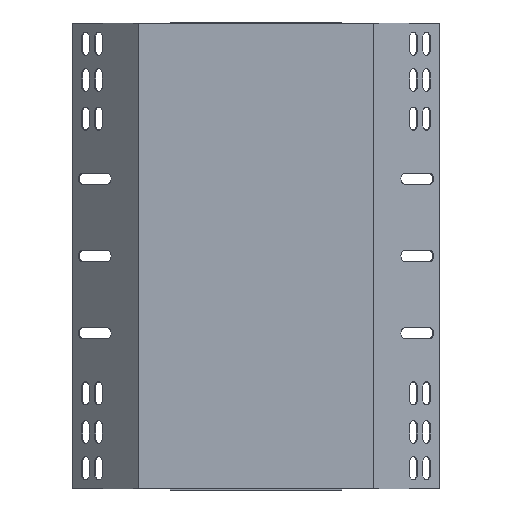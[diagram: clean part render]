
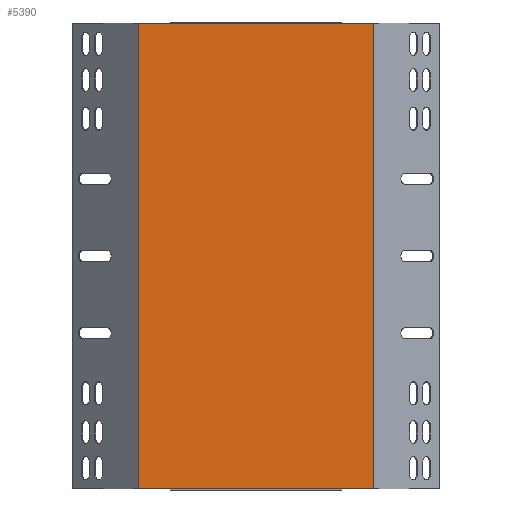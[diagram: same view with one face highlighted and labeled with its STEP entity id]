
A CAD part, front view. The second image highlights one B-rep face of the part: STEP entity #5390.
In plain terms, the highlighted planar face has unit normal (0, -1, 0).
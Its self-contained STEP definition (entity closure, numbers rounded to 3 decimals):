
#160 = VERTEX_POINT ( 'NONE', #3992 ) ;
#215 = ORIENTED_EDGE ( 'NONE', *, *, #3753, .T. ) ;
#222 = ORIENTED_EDGE ( 'NONE', *, *, #3376, .T. ) ;
#227 = ORIENTED_EDGE ( 'NONE', *, *, #2976, .F. ) ;
#234 = ORIENTED_EDGE ( 'NONE', *, *, #4293, .F. ) ;
#1154 = DIRECTION ( 'NONE',  ( 0., 0., 1. ) ) ;
#1188 = CARTESIAN_POINT ( 'NONE',  ( -98.499, -23.927, -175.612 ) ) ;
#1361 = DIRECTION ( 'NONE',  ( 1., 0., 0. ) ) ;
#1379 = CARTESIAN_POINT ( 'NONE',  ( -99.403, -23.927, -175.8 ) ) ;
#1520 = VECTOR ( 'NONE', #1154, 1000. ) ;
#1522 = LINE ( 'NONE', #1188, #1520 ) ;
#1574 = CARTESIAN_POINT ( 'NONE',  ( 54.263, -23.927, 125.8 ) ) ;
#1666 = DIRECTION ( 'NONE',  ( 0., 0., 1. ) ) ;
#1680 = PLANE ( 'NONE',  #1772 ) ;
#1708 = CARTESIAN_POINT ( 'NONE',  ( -98.168, -23.927, 125. ) ) ;
#1772 = AXIS2_PLACEMENT_3D ( 'NONE', #1708, #1782, #1666 ) ;
#1782 = DIRECTION ( 'NONE',  ( 0., 1., 0. ) ) ;
#2969 = CARTESIAN_POINT ( 'NONE',  ( -98.499, -23.927, 125.8 ) ) ;
#2976 = EDGE_CURVE ( 'NONE', #5139, #5413, #5518, .T. ) ;
#2995 = VECTOR ( 'NONE', #1361, 1000. ) ;
#3019 = LINE ( 'NONE', #1379, #2995 ) ;
#3245 = DIRECTION ( 'NONE',  ( 0., 0., 1. ) ) ;
#3333 = CARTESIAN_POINT ( 'NONE',  ( 54.263, -23.927, -175.612 ) ) ;
#3376 = EDGE_CURVE ( 'NONE', #6699, #5413, #4164, .T. ) ;
#3753 = EDGE_CURVE ( 'NONE', #160, #6699, #3019, .T. ) ;
#3992 = CARTESIAN_POINT ( 'NONE',  ( -98.499, -23.927, -175.8 ) ) ;
#4136 = VECTOR ( 'NONE', #3245, 1000. ) ;
#4164 = LINE ( 'NONE', #3333, #4136 ) ;
#4293 = EDGE_CURVE ( 'NONE', #160, #5139, #1522, .T. ) ;
#4509 = FACE_OUTER_BOUND ( 'NONE', #5313, .T. ) ;
#5139 = VERTEX_POINT ( 'NONE', #2969 ) ;
#5169 = CARTESIAN_POINT ( 'NONE',  ( 54.263, -23.927, -175.8 ) ) ;
#5313 = EDGE_LOOP ( 'NONE', ( #215, #222, #227, #234 ) ) ;
#5390 = ADVANCED_FACE ( 'NONE', ( #4509 ), #1680, .F. ) ;
#5413 = VERTEX_POINT ( 'NONE', #1574 ) ;
#5492 = VECTOR ( 'NONE', #6475, 1000. ) ;
#5518 = LINE ( 'NONE', #6515, #5492 ) ;
#6475 = DIRECTION ( 'NONE',  ( 1., 0., 0. ) ) ;
#6515 = CARTESIAN_POINT ( 'NONE',  ( -99.403, -23.927, 125.8 ) ) ;
#6699 = VERTEX_POINT ( 'NONE', #5169 ) ;
